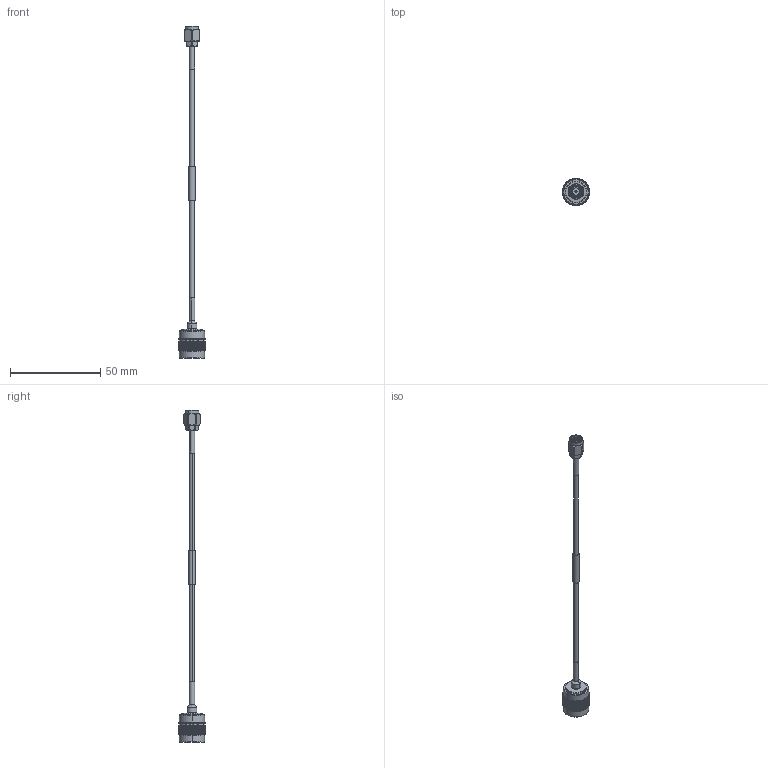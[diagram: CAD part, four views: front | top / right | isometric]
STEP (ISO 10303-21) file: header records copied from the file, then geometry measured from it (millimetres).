
FILE_DESCRIPTION (( 'STEP AP214' ), '1' );
FILE_NAME ('LCCA30620.step', '2020-05-06T20:30:18', ( '' ), ( '' ), 'SwSTEP 2.0', 'SolidWorks 2018', '' );
FILE_SCHEMA (( 'AUTOMOTIVE_DESIGN' ));
Length unit declared in the file: inch
Products named in the file (5): LCCA30620; Label^LCCA30620; LC085TBJ^LCCA30620; LCCN3058^LCCA30620_Heat Shrink; LCCN3042^LCCA30620_Heat Shrink
Assembly tree (4 placements, depth 2):
  LCCA30620
    LC085TBJ^LCCA30620
    Label^LCCA30620
    LCCN3042^LCCA30620_Heat Shrink
    LCCN3058^LCCA30620_Heat Shrink
Bounding box: 14.99 x 14.99 x 184.22 mm (x, y, z)
Volume: 3311.2 mm3; surface area: 4310.4 mm2
Topology: 5 solids, 6 shells, 2279 faces, 4877 edges, 2626 vertices
Faces by surface type: bspline 1688, cylinder 462, plane 65, cone 54, torus 10
Entity records: 91678 total; most frequent: CARTESIAN_POINT 60359, ORIENTED_EDGE 9754, EDGE_CURVE 4877, VERTEX_POINT 2626, EDGE_LOOP 2295, FACE_OUTER_BOUND 2279, ADVANCED_FACE 2279, B_SPLINE_CURVE_WITH_KNOTS 2138
